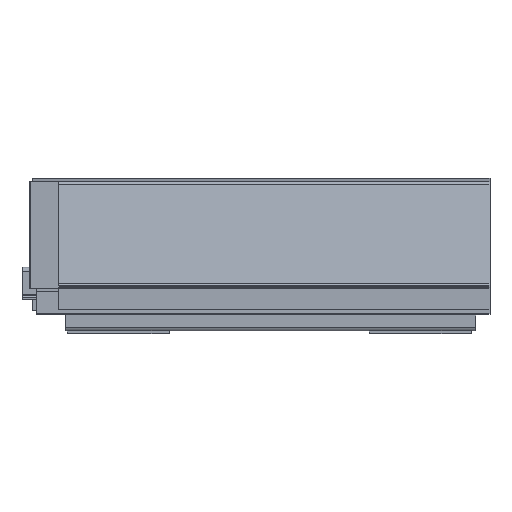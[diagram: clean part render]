
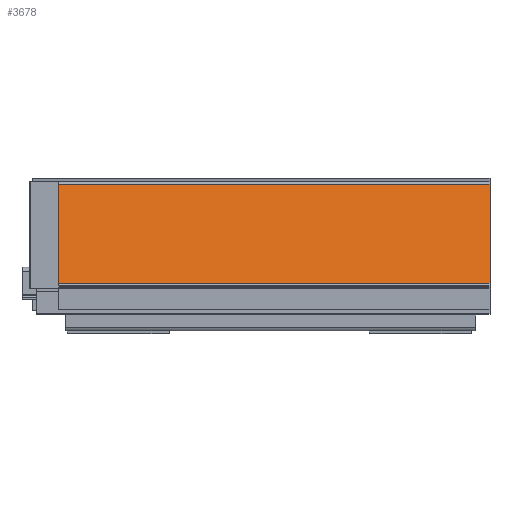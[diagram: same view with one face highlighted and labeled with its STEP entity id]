
A CAD part, top view. The second image highlights one B-rep face of the part: STEP entity #3678.
In plain terms, the highlighted planar face has unit normal (0, 0.208, 0.978).
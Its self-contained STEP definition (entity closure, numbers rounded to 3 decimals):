
#670 = CARTESIAN_POINT ( 'NONE',  ( -275.5, 17.084, 34.466 ) ) ;
#728 = VERTEX_POINT ( 'NONE', #670 ) ;
#1025 = DIRECTION ( 'NONE',  ( 1., 0., 0. ) ) ;
#1538 = VECTOR ( 'NONE', #6321, 1000. ) ;
#1761 = CARTESIAN_POINT ( 'NONE',  ( 0., 17.084, 34.466 ) ) ;
#1791 = CARTESIAN_POINT ( 'NONE',  ( -292., 80.422, 21.003 ) ) ;
#1865 = DIRECTION ( 'NONE',  ( 0., 0.208, 0.978 ) ) ;
#1921 = EDGE_CURVE ( 'NONE', #9077, #3135, #8447, .T. ) ;
#2070 = ORIENTED_EDGE ( 'NONE', *, *, #2186, .F. ) ;
#2186 = EDGE_CURVE ( 'NONE', #3135, #8038, #4692, .T. ) ;
#2646 = DIRECTION ( 'NONE',  ( 0., -0.978, 0.208 ) ) ;
#3135 = VERTEX_POINT ( 'NONE', #5344 ) ;
#3678 = ADVANCED_FACE ( 'NONE', ( #7103 ), #8514, .T. ) ;
#3726 = VECTOR ( 'NONE', #6396, 1000. ) ;
#4370 = VECTOR ( 'NONE', #4607, 1000. ) ;
#4607 = DIRECTION ( 'NONE',  ( 0., -0.978, 0.208 ) ) ;
#4629 = CARTESIAN_POINT ( 'NONE',  ( 0., 17.084, 34.466 ) ) ;
#4692 = LINE ( 'NONE', #6875, #1538 ) ;
#5098 = ORIENTED_EDGE ( 'NONE', *, *, #7111, .T. ) ;
#5344 = CARTESIAN_POINT ( 'NONE',  ( 0., 80.422, 21.003 ) ) ;
#5371 = ORIENTED_EDGE ( 'NONE', *, *, #9610, .T. ) ;
#5413 = AXIS2_PLACEMENT_3D ( 'NONE', #9399, #1865, #2646 ) ;
#5501 = EDGE_LOOP ( 'NONE', ( #6753, #5098, #5371, #2070 ) ) ;
#5775 = LINE ( 'NONE', #9174, #4370 ) ;
#6226 = LINE ( 'NONE', #1761, #7663 ) ;
#6321 = DIRECTION ( 'NONE',  ( 0., -0.978, 0.208 ) ) ;
#6396 = DIRECTION ( 'NONE',  ( 1., 0., 0. ) ) ;
#6753 = ORIENTED_EDGE ( 'NONE', *, *, #1921, .F. ) ;
#6875 = CARTESIAN_POINT ( 'NONE',  ( 0., 80.422, 21.003 ) ) ;
#7103 = FACE_OUTER_BOUND ( 'NONE', #5501, .T. ) ;
#7111 = EDGE_CURVE ( 'NONE', #9077, #728, #5775, .T. ) ;
#7663 = VECTOR ( 'NONE', #1025, 1000. ) ;
#8038 = VERTEX_POINT ( 'NONE', #4629 ) ;
#8143 = CARTESIAN_POINT ( 'NONE',  ( -275.5, 80.422, 21.003 ) ) ;
#8447 = LINE ( 'NONE', #1791, #3726 ) ;
#8514 = PLANE ( 'NONE',  #5413 ) ;
#9077 = VERTEX_POINT ( 'NONE', #8143 ) ;
#9174 = CARTESIAN_POINT ( 'NONE',  ( -275.5, 80.422, 21.003 ) ) ;
#9399 = CARTESIAN_POINT ( 'NONE',  ( -292., 80.422, 21.003 ) ) ;
#9610 = EDGE_CURVE ( 'NONE', #728, #8038, #6226, .T. ) ;
